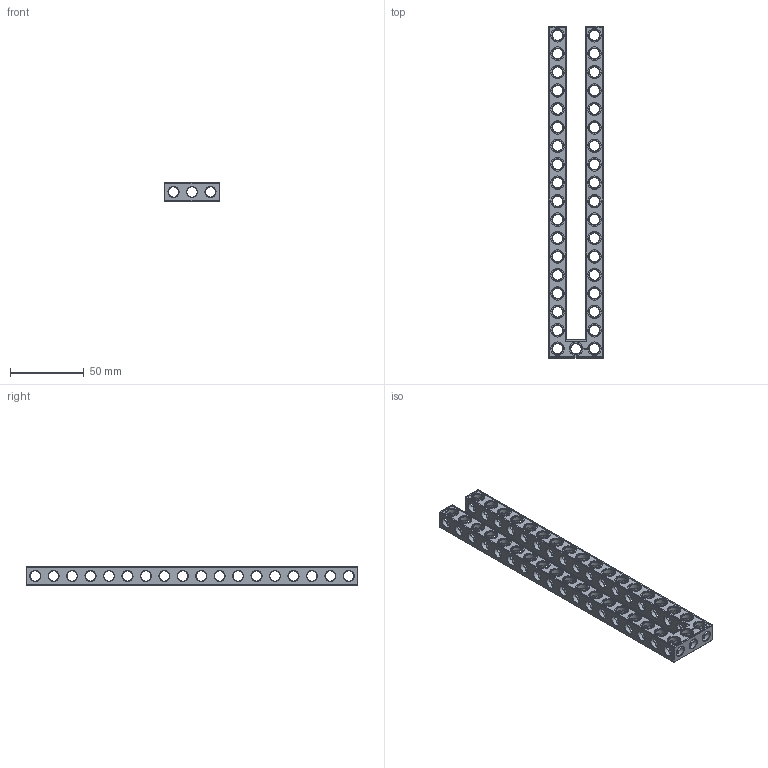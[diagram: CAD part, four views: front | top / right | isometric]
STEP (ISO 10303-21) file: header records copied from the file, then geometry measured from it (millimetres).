
FILE_DESCRIPTION(('FreeCAD Model'),'2;1');
FILE_NAME('Open CASCADE Shape Model','2022-02-22T23:35:30',( 'Paulo Kiefe'),('STEMFIE.org'),'Open CASCADE STEP processor 7.4', 'FreeCAD','Unknown');
FILE_SCHEMA(('AUTOMOTIVE_DESIGN { 1 0 10303 214 1 1 1 1 }'));
Products named in the file (1): Beam_AGD_ESS_USH_SYM_BU03x18x01_-_SPN-BEM-0317_(stemfie.org)
Bounding box: 37.5 x 225 x 12.5 mm (x, y, z)
Volume: 36167.5 mm3; surface area: 32288.5 mm2
Topology: 1 solids, 1 shells, 928 faces, 2809 edges, 1804 vertices
Faces by surface type: plane 417, cylinder 223, cone 150, extrusion 138
Full cylindrical faces by diameter (mm): 6.98 x38, 7 x148, 9.2 x37
Entity records: 235850 total; most frequent: CARTESIAN_POINT 183620, DIRECTION 8371, ORIENTED_EDGE 5618, PCURVE 5618, DEFINITIONAL_REPRESENTATION 5618, VECTOR 5346, LINE 5208, EDGE_CURVE 2809
